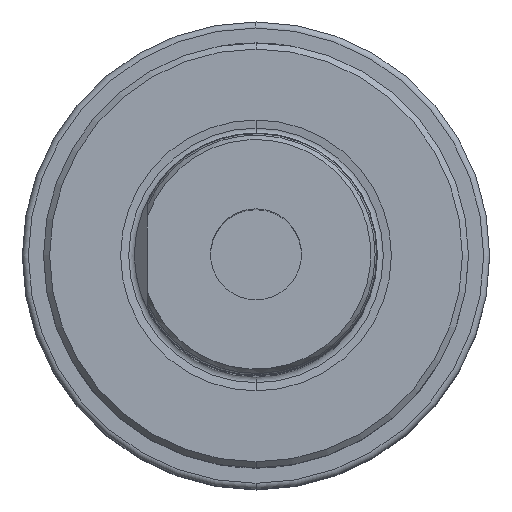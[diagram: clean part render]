
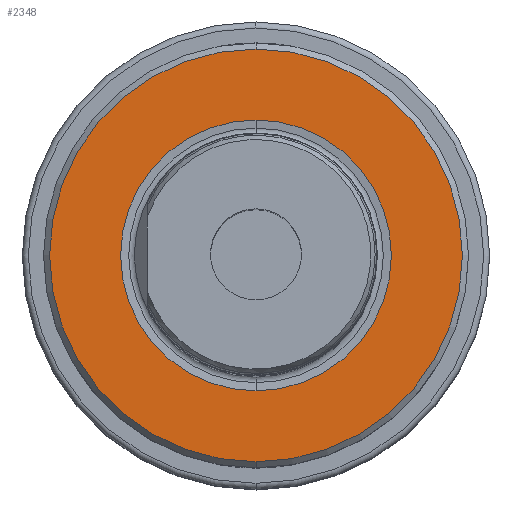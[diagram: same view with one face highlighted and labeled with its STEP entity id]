
A CAD part, top view. The second image highlights one B-rep face of the part: STEP entity #2348.
In plain terms, the highlighted planar face has unit normal (0, 0, 1).
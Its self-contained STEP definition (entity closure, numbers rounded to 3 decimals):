
#335=CARTESIAN_POINT('',(0,0,-51));
#336=DIRECTION('',(0,0,-1));
#337=DIRECTION('',(0,1,0));
#338=AXIS2_PLACEMENT_3D('',#335,#336,#337);
#348=CARTESIAN_POINT('',(0,0,-51));
#349=DIRECTION('',(0,0,1));
#350=DIRECTION('',(0,1,0));
#351=AXIS2_PLACEMENT_3D('',#348,#349,#350);
#353=CARTESIAN_POINT('',(0,0,-51));
#354=DIRECTION('',(0,0,1));
#355=DIRECTION('',(0,1,0));
#356=AXIS2_PLACEMENT_3D('',#353,#354,#355);
#358=CARTESIAN_POINT('',(0,0,-51));
#359=DIRECTION('',(0,0,1));
#360=DIRECTION('',(0,-1,0));
#361=AXIS2_PLACEMENT_3D('',#358,#359,#360);
#1599=CARTESIAN_POINT('',(0,11.153,-51));
#1601=VERTEX_POINT('',#1599);
#1611=CARTESIAN_POINT('',(0,-11.153,-51));
#1613=VERTEX_POINT('',#1611);
#1627=CARTESIAN_POINT('',(0,17,-51));
#1628=CARTESIAN_POINT('',(0,-17,-51));
#1629=VERTEX_POINT('',#1627);
#1630=VERTEX_POINT('',#1628);
#2333=CARTESIAN_POINT('',(0,0,-51));
#2334=DIRECTION('',(0,0,-1));
#2335=DIRECTION('',(0,-1,0));
#2336=AXIS2_PLACEMENT_3D('',#2333,#2334,#2335);
#2337=PLANE('',#2336);
#2339=ORIENTED_EDGE('',*,*,#2338,.F.);
#2341=ORIENTED_EDGE('',*,*,#2340,.F.);
#2342=EDGE_LOOP('',(#2339,#2341));
#2343=FACE_OUTER_BOUND('',#2342,.F.);
#2344=ORIENTED_EDGE('',*,*,#2328,.T.);
#2345=ORIENTED_EDGE('',*,*,#2312,.F.);
#2346=EDGE_LOOP('',(#2344,#2345));
#2347=FACE_BOUND('',#2346,.F.);
#2348=ADVANCED_FACE('',(#2343,#2347),#2337,.F.);
#339=CIRCLE('',#338,11.153);
#352=CIRCLE('',#351,11.153);
#357=CIRCLE('',#356,17);
#362=CIRCLE('',#361,17);
#2312=EDGE_CURVE('',#1601,#1613,#339,.T.);
#2328=EDGE_CURVE('',#1601,#1613,#352,.T.);
#2338=EDGE_CURVE('',#1629,#1630,#357,.T.);
#2340=EDGE_CURVE('',#1630,#1629,#362,.T.);
